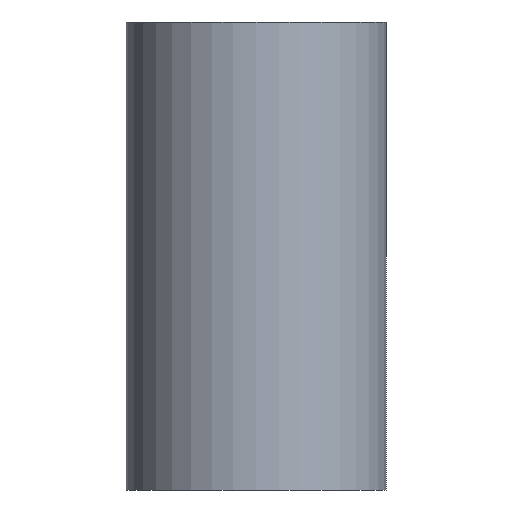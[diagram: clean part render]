
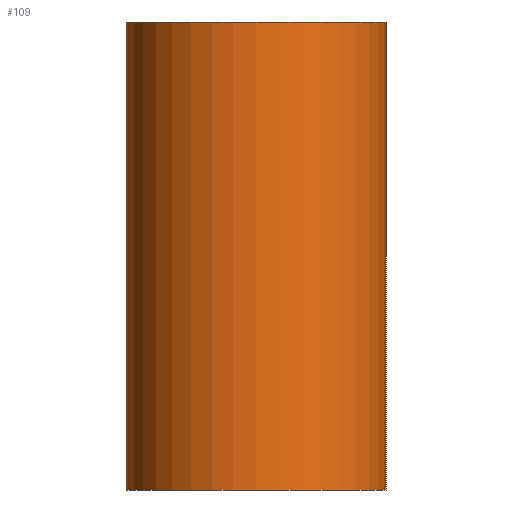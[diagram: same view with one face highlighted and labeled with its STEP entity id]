
A CAD part, front view. The second image highlights one B-rep face of the part: STEP entity #109.
In plain terms, the highlighted cylindrical face has radius 50 mm (diameter 100 mm), a partial arc.
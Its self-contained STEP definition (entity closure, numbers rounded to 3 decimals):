
#6 = CARTESIAN_POINT ( 'NONE',  ( -50., 0., -45. ) ) ;
#11 = VECTOR ( 'NONE', #107, 1000. ) ;
#13 = ORIENTED_EDGE ( 'NONE', *, *, #29, .T. ) ;
#20 = VERTEX_POINT ( 'NONE', #245 ) ;
#29 = EDGE_CURVE ( 'NONE', #214, #284, #161, .T. ) ;
#31 = VECTOR ( 'NONE', #254, 1000. ) ;
#33 = CARTESIAN_POINT ( 'NONE',  ( -50., 0., 45. ) ) ;
#38 = VECTOR ( 'NONE', #145, 1000. ) ;
#40 = EDGE_CURVE ( 'NONE', #68, #289, #64, .T. ) ;
#45 = EDGE_LOOP ( 'NONE', ( #292, #130, #13, #286, #261, #236 ) ) ;
#59 = DIRECTION ( 'NONE',  ( 0., 0., 1. ) ) ;
#61 = CARTESIAN_POINT ( 'NONE',  ( 50., 0., 45. ) ) ;
#62 = CARTESIAN_POINT ( 'NONE',  ( 50., 0., -45. ) ) ;
#64 = CIRCLE ( 'NONE', #103, 50. ) ;
#67 = CARTESIAN_POINT ( 'NONE',  ( -50., 0., 45. ) ) ;
#68 = VERTEX_POINT ( 'NONE', #156 ) ;
#83 = CARTESIAN_POINT ( 'NONE',  ( -50., 0., 45. ) ) ;
#96 = DIRECTION ( 'NONE',  ( 0., 0., -1. ) ) ;
#101 = LINE ( 'NONE', #61, #11 ) ;
#103 = AXIS2_PLACEMENT_3D ( 'NONE', #291, #115, #179 ) ;
#106 = LINE ( 'NONE', #33, #38 ) ;
#107 = DIRECTION ( 'NONE',  ( 0., 0., -1. ) ) ;
#109 = ADVANCED_FACE ( 'NONE', ( #265 ), #112, .T. ) ;
#112 = CYLINDRICAL_SURFACE ( 'NONE', #136, 50. ) ;
#115 = DIRECTION ( 'NONE',  ( 0., 0., -1. ) ) ;
#130 = ORIENTED_EDGE ( 'NONE', *, *, #218, .F. ) ;
#136 = AXIS2_PLACEMENT_3D ( 'NONE', #293, #96, #270 ) ;
#143 = DIRECTION ( 'NONE',  ( 1., 0., 0. ) ) ;
#145 = DIRECTION ( 'NONE',  ( 0., 0., -1. ) ) ;
#146 = CARTESIAN_POINT ( 'NONE',  ( -50., 0., -135. ) ) ;
#152 = AXIS2_PLACEMENT_3D ( 'NONE', #189, #59, #143 ) ;
#156 = CARTESIAN_POINT ( 'NONE',  ( 50., 0., -135. ) ) ;
#161 = LINE ( 'NONE', #67, #287 ) ;
#167 = LINE ( 'NONE', #231, #31 ) ;
#177 = VERTEX_POINT ( 'NONE', #62 ) ;
#179 = DIRECTION ( 'NONE',  ( 1., 0., 0. ) ) ;
#184 = EDGE_CURVE ( 'NONE', #20, #177, #167, .T. ) ;
#189 = CARTESIAN_POINT ( 'NONE',  ( 0., 0., 45. ) ) ;
#193 = EDGE_CURVE ( 'NONE', #284, #289, #106, .T. ) ;
#199 = CIRCLE ( 'NONE', #152, 50. ) ;
#210 = EDGE_CURVE ( 'NONE', #177, #68, #101, .T. ) ;
#214 = VERTEX_POINT ( 'NONE', #83 ) ;
#218 = EDGE_CURVE ( 'NONE', #214, #20, #199, .T. ) ;
#231 = CARTESIAN_POINT ( 'NONE',  ( 50., 0., 45. ) ) ;
#236 = ORIENTED_EDGE ( 'NONE', *, *, #210, .F. ) ;
#242 = DIRECTION ( 'NONE',  ( 0., 0., -1. ) ) ;
#245 = CARTESIAN_POINT ( 'NONE',  ( 50., 0., 45. ) ) ;
#254 = DIRECTION ( 'NONE',  ( 0., 0., -1. ) ) ;
#261 = ORIENTED_EDGE ( 'NONE', *, *, #40, .F. ) ;
#265 = FACE_OUTER_BOUND ( 'NONE', #45, .T. ) ;
#270 = DIRECTION ( 'NONE',  ( -1., 0., 0. ) ) ;
#284 = VERTEX_POINT ( 'NONE', #6 ) ;
#286 = ORIENTED_EDGE ( 'NONE', *, *, #193, .T. ) ;
#287 = VECTOR ( 'NONE', #242, 1000. ) ;
#289 = VERTEX_POINT ( 'NONE', #146 ) ;
#291 = CARTESIAN_POINT ( 'NONE',  ( 0., 0., -135. ) ) ;
#292 = ORIENTED_EDGE ( 'NONE', *, *, #184, .F. ) ;
#293 = CARTESIAN_POINT ( 'NONE',  ( 0., 0., 45. ) ) ;
